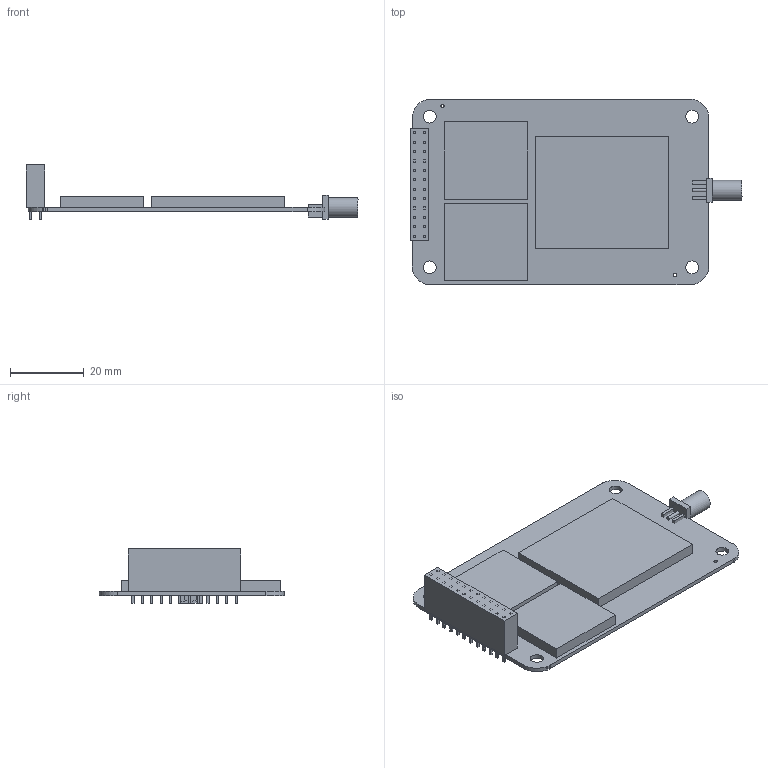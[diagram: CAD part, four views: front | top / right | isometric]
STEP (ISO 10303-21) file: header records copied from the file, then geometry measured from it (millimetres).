
FILE_DESCRIPTION(('Open CASCADE Model'),'2;1');
FILE_NAME('Open CASCADE Shape Model','2017-07-27T11:55:33',('Author'),( 'Open CASCADE'),'Open CASCADE STEP processor 6.8','Open CASCADE 6.8' ,'Unknown');
FILE_SCHEMA(('AUTOMOTIVE_DESIGN { 1 0 10303 214 1 1 1 1 }'));
Length unit declared in the file: millimetre
Products named in the file (65): PCB; Board; L100; 704404696; Extruded; L101; P100; 704403336; 704403472; SMA200; 704403608; 835478192; Cylinder; 704403880; 835478448; 835478704; T200; 704401976; U100; 704404288; U101; 704402248; U102; 704402112; U103; U200; 704402792; U201; U202; U203; 704402384; U204; 704402520; U205; U206; U207; 704402656; U208; U300; 704402928 ...
Assembly tree (96 placements, depth 4):
  PCB
    Board
    L100
      704404696
        Extruded
    L101
      704404696
        Extruded
    P100
      704403336
        Extruded
      704403472  x24
        Extruded
    SMA200
      704403608
        Extruded
      835478192
        Cylinder
      704403880  x2
        Extruded
      835478448
        Cylinder
      835478704
        Cylinder
    T200
      704401976
        Extruded
    U100
      704404288
        Extruded
    U101
      704402248
        Extruded
    U102
      704402112
    U103
      704402248
        Extruded
    U200
      704402792
        Extruded
    U201
      704402248
        Extruded
    U202
      704401976
        Extruded
    U203
      704402384
        Extruded
    U204
      704402520
        Extruded
    U205
      704402248
        Extruded
    U206
      704402248
        Extruded
    U207
Bounding box: 89.83 x 50.29 x 14.85 mm (x, y, z)
Volume: 13026.2 mm3; surface area: 16480.8 mm2
Topology: 55 solids, 55 shells, 376 faces, 798 edges, 532 vertices
Faces by surface type: plane 327, cylinder 49
Full cylindrical faces by diameter (mm): 0.137 x1, 0.9 x27, 3.5 x4, 5.4 x1
Entity records: 6705 total; most frequent: DIRECTION 1054, CARTESIAN_POINT 947, ORIENTED_EDGE 804, EDGE_CURVE 402, AXIS2_PLACEMENT_3D 375, LINE 304, VECTOR 304, VERTEX_POINT 268
